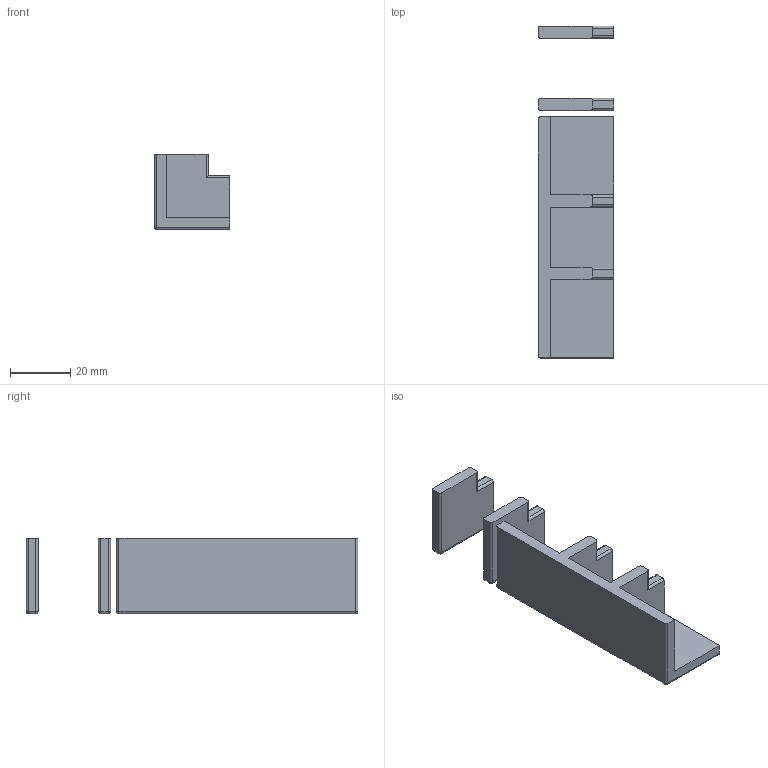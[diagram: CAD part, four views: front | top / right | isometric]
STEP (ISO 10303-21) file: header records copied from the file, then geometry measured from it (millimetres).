
FILE_DESCRIPTION(('Open CASCADE Model'),'2;1');
FILE_NAME('Open CASCADE Shape Model','2023-04-13T10:43:39',('Author'),( 'Open CASCADE'),'Open CASCADE STEP processor 7.6','Open CASCADE 7.6' ,'Unknown');
FILE_SCHEMA(('AUTOMOTIVE_DESIGN { 1 0 10303 214 1 1 1 1 }'));
Length unit declared in the file: millimetre
Products named in the file (5): Open CASCADE STEP translator 7.6 7; Open CASCADE STEP translator 7.6 7.1; Open CASCADE STEP translator 7.6 7.1.1; Open CASCADE STEP translator 7.6 7.1.2; Open CASCADE STEP translator 7.6 7.1.3
Assembly tree (4 placements, depth 3):
  Open CASCADE STEP translator 7.6 7
    Open CASCADE STEP translator 7.6 7.1
      Open CASCADE STEP translator 7.6 7.1.1
      Open CASCADE STEP translator 7.6 7.1.2
      Open CASCADE STEP translator 7.6 7.1.3
Bounding box: 25 x 110 x 25 mm (x, y, z)
Volume: 22395.4 mm3; surface area: 12864.7 mm2
Topology: 3 solids, 3 shells, 73 faces, 181 edges, 108 vertices
Faces by surface type: plane 36, cylinder 31, sphere 6
Entity records: 4527 total; most frequent: CARTESIAN_POINT 950, DIRECTION 662, LINE 384, VECTOR 384, ORIENTED_EDGE 350, PCURVE 350, DEFINITIONAL_REPRESENTATION 350, EDGE_CURVE 175
